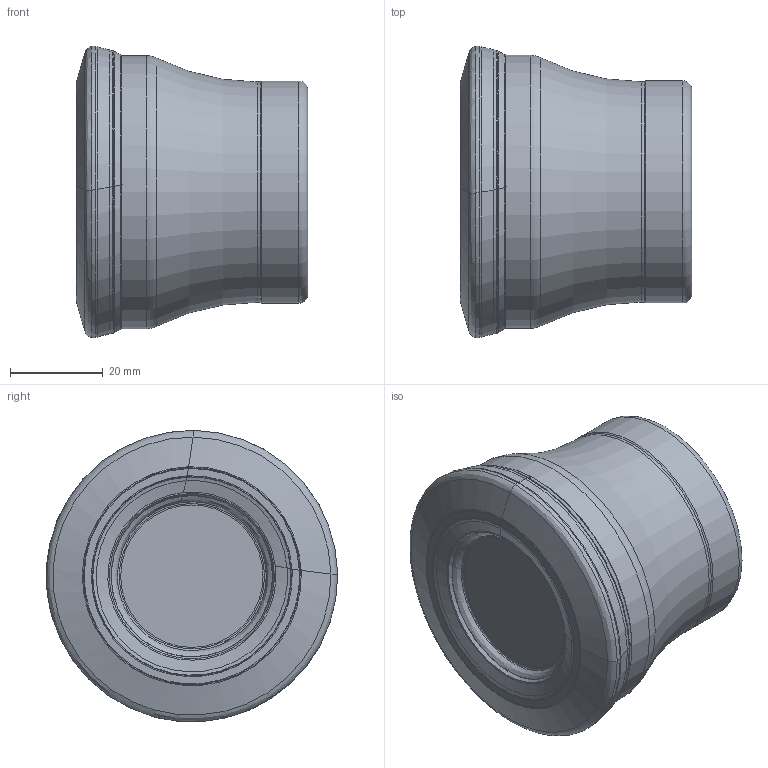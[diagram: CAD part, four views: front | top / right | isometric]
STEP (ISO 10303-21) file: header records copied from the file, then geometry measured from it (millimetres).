
FILE_DESCRIPTION(/* description */ (''),/* implementation_level */ '2;1');
FILE_NAME(/* name */ 'AHFM-WN0907-D063-A22-Z05-H.stp',/* time_stamp */ '2023-10-12T12:08:16+03:00',/* author */ (''),/* organization */ (''),/* preprocessor_version */ 'ST-DEVELOPER v19.4',/* originating_system */ 'SIEMENS PLM Software NX2306.5001',/* authorisation */ '');
FILE_SCHEMA (('AUTOMOTIVE_DESIGN { 1 0 10303 214 3 1 1 1 }'));
Length unit declared in the file: millimetre
Products named in the file (1): AHFM-WN0907-D063-A22-Z05-H-LIGHT_x_t_objects
Bounding box: 50.09 x 62.97 x 62.96 mm (x, y, z)
Volume: 129159.2 mm3; surface area: 19669.9 mm2
Topology: 2 solids, 2 shells, 96 faces, 188 edges, 95 vertices
Faces by surface type: bspline 78, torus 8, cone 4, cylinder 3, plane 3
Full cylindrical faces by diameter (mm): 47.6 x1, 48 x1, 59 x1
Entity records: 3006 total; most frequent: CARTESIAN_POINT 1333, ORIENTED_EDGE 346, DIRECTION 314, EDGE_CURVE 173, AXIS2_PLACEMENT_3D 126, EDGE_LOOP 112, ADVANCED_FACE 96, VERTEX_POINT 95
